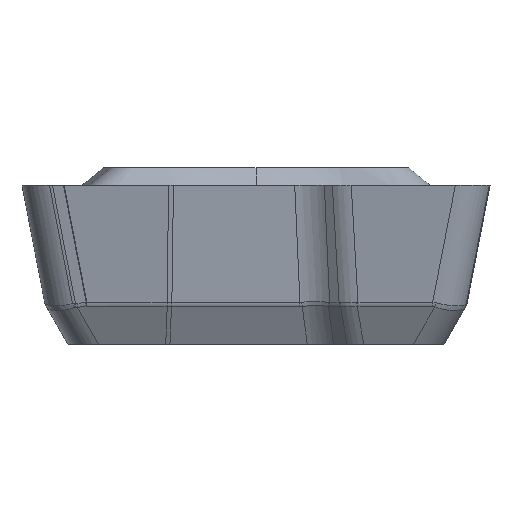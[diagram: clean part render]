
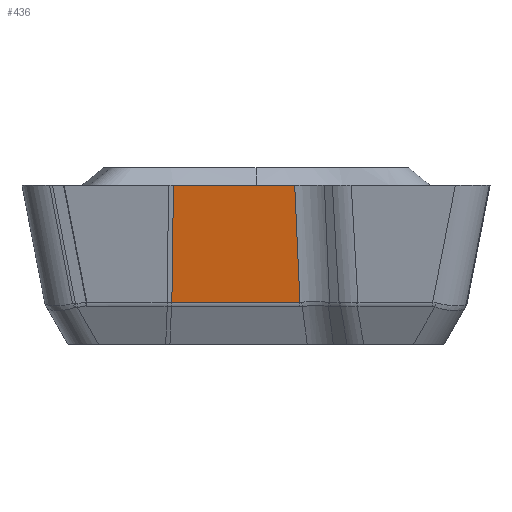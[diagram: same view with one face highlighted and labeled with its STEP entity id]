
A CAD part, front view. The second image highlights one B-rep face of the part: STEP entity #436.
In plain terms, the highlighted planar face has unit normal (0.137, -0.972, -0.191).
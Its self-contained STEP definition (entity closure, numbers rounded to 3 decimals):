
#191=FACE_OUTER_BOUND('',#690,.T.);
#436=ADVANCED_FACE('',(#191),#591,.T.);
#591=PLANE('',#3175);
#690=EDGE_LOOP('',(#1009,#1010,#1011,#1012));
#1009=ORIENTED_EDGE('',*,*,#1907,.F.);
#1010=ORIENTED_EDGE('',*,*,#2055,.T.);
#1011=ORIENTED_EDGE('',*,*,#2056,.T.);
#1012=ORIENTED_EDGE('',*,*,#2057,.T.);
#1661=VERTEX_POINT('',#4334);
#1662=VERTEX_POINT('',#4336);
#1789=VERTEX_POINT('',#5061);
#1790=VERTEX_POINT('',#5063);
#1907=EDGE_CURVE('',#1661,#1662,#2738,.T.);
#2055=EDGE_CURVE('',#1661,#1789,#2802,.T.);
#2056=EDGE_CURVE('',#1789,#1790,#2803,.T.);
#2057=EDGE_CURVE('',#1790,#1662,#2804,.T.);
#2738=LINE('',#4335,#2910);
#2802=LINE('',#5060,#2974);
#2803=LINE('',#5062,#2975);
#2804=LINE('',#5064,#2976);
#2910=VECTOR('',#3489,1.);
#2974=VECTOR('',#3725,1.);
#2975=VECTOR('',#3726,1.);
#2976=VECTOR('',#3727,1.);
#3175=AXIS2_PLACEMENT_3D('',#5065,#3728,#3729);
#3489=DIRECTION('',(0.99,0.139,0.));
#3725=DIRECTION('',(-0.013,0.191,-0.982));
#3726=DIRECTION('',(0.99,0.139,0.));
#3727=DIRECTION('',(-0.044,-0.198,0.979));
#3728=DIRECTION('',(0.137,-0.972,-0.191));
#3729=DIRECTION('',(0.,0.193,-0.981));
#4334=CARTESIAN_POINT('',(-1.87,-5.292,-0.4));
#4335=CARTESIAN_POINT('',(-1.924,-5.3,-0.4));
#4336=CARTESIAN_POINT('',(0.877,-4.906,-0.4));
#5060=CARTESIAN_POINT('',(-1.87,-5.292,-0.399));
#5061=CARTESIAN_POINT('',(-1.906,-4.777,-3.051));
#5062=CARTESIAN_POINT('',(0.999,-4.369,-3.051));
#5063=CARTESIAN_POINT('',(0.996,-4.369,-3.051));
#5064=CARTESIAN_POINT('',(0.878,-4.901,-0.426));
#5065=CARTESIAN_POINT('',(-1.924,-5.3,-0.4));
